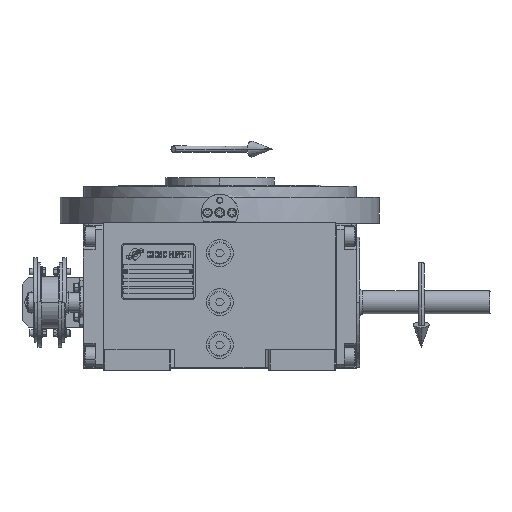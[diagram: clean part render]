
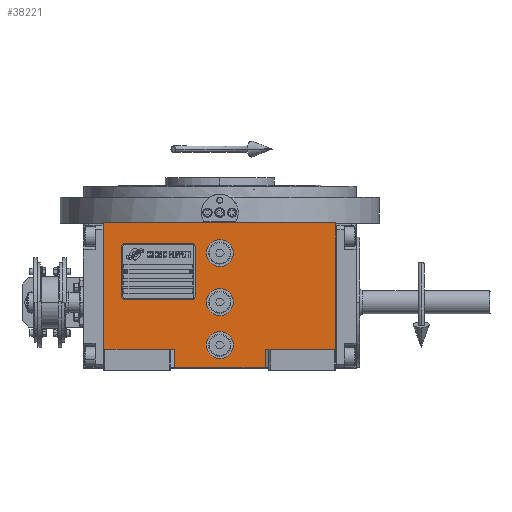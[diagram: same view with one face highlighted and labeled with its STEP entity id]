
A CAD part, top view. The second image highlights one B-rep face of the part: STEP entity #38221.
In plain terms, the highlighted planar face has unit normal (0, 0, 1).
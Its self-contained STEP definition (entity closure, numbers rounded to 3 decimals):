
#601 = LINE ( 'NONE', #105883, #14604 ) ;
#1334 = ORIENTED_EDGE ( 'NONE', *, *, #57127, .F. ) ;
#2722 = CARTESIAN_POINT ( 'NONE',  ( -37., -53.5, 163.5 ) ) ;
#3168 = LINE ( 'NONE', #29776, #27614 ) ;
#4178 = VERTEX_POINT ( 'NONE', #95495 ) ;
#5386 = AXIS2_PLACEMENT_3D ( 'NONE', #76017, #103776, #51673 ) ;
#5859 = ORIENTED_EDGE ( 'NONE', *, *, #17625, .T. ) ;
#6675 = CARTESIAN_POINT ( 'NONE',  ( 37., -53.5, 163.5 ) ) ;
#7455 = ORIENTED_EDGE ( 'NONE', *, *, #97783, .F. ) ;
#9128 = CIRCLE ( 'NONE', #41155, 11. ) ;
#10937 = EDGE_LOOP ( 'NONE', ( #62873, #17092 ) ) ;
#12084 = CARTESIAN_POINT ( 'NONE',  ( 11., 40., 163.5 ) ) ;
#12885 = EDGE_CURVE ( 'NONE', #4178, #75776, #9128, .T. ) ;
#12957 = CIRCLE ( 'NONE', #54464, 11. ) ;
#13018 = CARTESIAN_POINT ( 'NONE',  ( -37., -53.5, 163.5 ) ) ;
#13808 = FACE_OUTER_BOUND ( 'NONE', #64498, .T. ) ;
#14339 = VECTOR ( 'NONE', #51586, 1000. ) ;
#14453 = CARTESIAN_POINT ( 'NONE',  ( -11., 0., 163.5 ) ) ;
#14604 = VECTOR ( 'NONE', #24869, 1000. ) ;
#17092 = ORIENTED_EDGE ( 'NONE', *, *, #46261, .F. ) ;
#17149 = CARTESIAN_POINT ( 'NONE',  ( -37., -38.5, 163.5 ) ) ;
#17625 = EDGE_CURVE ( 'NONE', #58273, #62898, #103110, .T. ) ;
#17801 = VECTOR ( 'NONE', #74859, 1000. ) ;
#18185 = VECTOR ( 'NONE', #111686, 1000. ) ;
#23617 = ORIENTED_EDGE ( 'NONE', *, *, #46581, .F. ) ;
#23847 = EDGE_LOOP ( 'NONE', ( #23617, #44178 ) ) ;
#24869 = DIRECTION ( 'NONE',  ( 1., 0., 0. ) ) ;
#25363 = CARTESIAN_POINT ( 'NONE',  ( 94.5, -38.5, 163.5 ) ) ;
#25397 = CARTESIAN_POINT ( 'NONE',  ( -94.5, -38.5, 163.5 ) ) ;
#26319 = VECTOR ( 'NONE', #61440, 1000. ) ;
#27614 = VECTOR ( 'NONE', #75315, 1000. ) ;
#28286 = DIRECTION ( 'NONE',  ( -1., 0., 0. ) ) ;
#29776 = CARTESIAN_POINT ( 'NONE',  ( 37., -38.5, 163.5 ) ) ;
#32127 = CARTESIAN_POINT ( 'NONE',  ( -94.5, -53.5, 163.5 ) ) ;
#32132 = CARTESIAN_POINT ( 'NONE',  ( 94.5, -38.5, 163.5 ) ) ;
#32676 = CARTESIAN_POINT ( 'NONE',  ( 37., -38.5, 163.5 ) ) ;
#33275 = PLANE ( 'NONE',  #38152 ) ;
#34487 = DIRECTION ( 'NONE',  ( 1., 0., 0. ) ) ;
#35137 = DIRECTION ( 'NONE',  ( 0., 0., 1. ) ) ;
#36985 = VERTEX_POINT ( 'NONE', #32676 ) ;
#37852 = VECTOR ( 'NONE', #46743, 1000. ) ;
#38152 = AXIS2_PLACEMENT_3D ( 'NONE', #32127, #112569, #67638 ) ;
#38221 = ADVANCED_FACE ( 'NONE', ( #105428, #113153, #114299, #13808 ), #33275, .T. ) ;
#39020 = DIRECTION ( 'NONE',  ( 0., 0., 1. ) ) ;
#39516 = LINE ( 'NONE', #75615, #18185 ) ;
#39883 = VERTEX_POINT ( 'NONE', #25397 ) ;
#41155 = AXIS2_PLACEMENT_3D ( 'NONE', #41805, #97387, #62478 ) ;
#41805 = CARTESIAN_POINT ( 'NONE',  ( 0., -35., 163.5 ) ) ;
#44178 = ORIENTED_EDGE ( 'NONE', *, *, #79783, .F. ) ;
#45245 = AXIS2_PLACEMENT_3D ( 'NONE', #81270, #35137, #71212 ) ;
#46149 = DIRECTION ( 'NONE',  ( 0., 0., 1. ) ) ;
#46152 = CARTESIAN_POINT ( 'NONE',  ( 0., -35., 163.5 ) ) ;
#46255 = EDGE_LOOP ( 'NONE', ( #1334, #91232 ) ) ;
#46261 = EDGE_CURVE ( 'NONE', #111582, #62960, #54397, .T. ) ;
#46581 = EDGE_CURVE ( 'NONE', #79551, #69186, #105487, .T. ) ;
#46743 = DIRECTION ( 'NONE',  ( 0., 1., 0. ) ) ;
#47151 = EDGE_CURVE ( 'NONE', #36985, #58273, #86897, .T. ) ;
#47807 = EDGE_CURVE ( 'NONE', #74917, #89330, #67177, .T. ) ;
#47893 = LINE ( 'NONE', #13018, #37852 ) ;
#51586 = DIRECTION ( 'NONE',  ( 0., 1., 0. ) ) ;
#51673 = DIRECTION ( 'NONE',  ( 1., 0., 0. ) ) ;
#54212 = EDGE_CURVE ( 'NONE', #62960, #111582, #12957, .T. ) ;
#54290 = DIRECTION ( 'NONE',  ( 0., 0., 1. ) ) ;
#54397 = CIRCLE ( 'NONE', #69536, 11. ) ;
#54464 = AXIS2_PLACEMENT_3D ( 'NONE', #92841, #46149, #99375 ) ;
#55450 = CARTESIAN_POINT ( 'NONE',  ( 0., 40., 163.5 ) ) ;
#56003 = CARTESIAN_POINT ( 'NONE',  ( 11., -35., 163.5 ) ) ;
#57011 = CARTESIAN_POINT ( 'NONE',  ( 94.5, 64.5, 163.5 ) ) ;
#57127 = EDGE_CURVE ( 'NONE', #75776, #4178, #115347, .T. ) ;
#57493 = VERTEX_POINT ( 'NONE', #83837 ) ;
#57768 = ORIENTED_EDGE ( 'NONE', *, *, #47151, .T. ) ;
#58273 = VERTEX_POINT ( 'NONE', #25363 ) ;
#61440 = DIRECTION ( 'NONE',  ( 1., 0., 0. ) ) ;
#62478 = DIRECTION ( 'NONE',  ( -1., 0., 0. ) ) ;
#62873 = ORIENTED_EDGE ( 'NONE', *, *, #54212, .F. ) ;
#62898 = VERTEX_POINT ( 'NONE', #57011 ) ;
#62960 = VERTEX_POINT ( 'NONE', #12084 ) ;
#63080 = VECTOR ( 'NONE', #34487, 1000. ) ;
#63094 = EDGE_CURVE ( 'NONE', #57493, #62898, #96581, .T. ) ;
#64125 = CARTESIAN_POINT ( 'NONE',  ( -11., 40., 163.5 ) ) ;
#64498 = EDGE_LOOP ( 'NONE', ( #84637, #80254, #57768, #5859, #92094, #111720, #79545, #7455 ) ) ;
#65985 = CARTESIAN_POINT ( 'NONE',  ( 11., 0., 163.5 ) ) ;
#67177 = LINE ( 'NONE', #2722, #17801 ) ;
#67638 = DIRECTION ( 'NONE',  ( 1., 0., 0. ) ) ;
#69186 = VERTEX_POINT ( 'NONE', #14453 ) ;
#69536 = AXIS2_PLACEMENT_3D ( 'NONE', #55450, #54290, #28286 ) ;
#71212 = DIRECTION ( 'NONE',  ( -1., 0., 0. ) ) ;
#73372 = DIRECTION ( 'NONE',  ( 1., 0., 0. ) ) ;
#74859 = DIRECTION ( 'NONE',  ( 1., 0., 0. ) ) ;
#74917 = VERTEX_POINT ( 'NONE', #96449 ) ;
#75315 = DIRECTION ( 'NONE',  ( 0., -1., 0. ) ) ;
#75615 = CARTESIAN_POINT ( 'NONE',  ( -94.5, -38.5, 163.5 ) ) ;
#75776 = VERTEX_POINT ( 'NONE', #56003 ) ;
#76017 = CARTESIAN_POINT ( 'NONE',  ( 0., 0., 163.5 ) ) ;
#77603 = AXIS2_PLACEMENT_3D ( 'NONE', #46152, #39020, #73372 ) ;
#79545 = ORIENTED_EDGE ( 'NONE', *, *, #89937, .T. ) ;
#79551 = VERTEX_POINT ( 'NONE', #65985 ) ;
#79783 = EDGE_CURVE ( 'NONE', #69186, #79551, #107562, .T. ) ;
#80254 = ORIENTED_EDGE ( 'NONE', *, *, #113886, .F. ) ;
#81270 = CARTESIAN_POINT ( 'NONE',  ( 0., 0., 163.5 ) ) ;
#83837 = CARTESIAN_POINT ( 'NONE',  ( -94.5, 64.5, 163.5 ) ) ;
#84637 = ORIENTED_EDGE ( 'NONE', *, *, #47807, .T. ) ;
#86897 = LINE ( 'NONE', #95195, #26319 ) ;
#87116 = EDGE_CURVE ( 'NONE', #39883, #57493, #39516, .T. ) ;
#87127 = CARTESIAN_POINT ( 'NONE',  ( -94.5, 64.5, 163.5 ) ) ;
#89330 = VERTEX_POINT ( 'NONE', #6675 ) ;
#89937 = EDGE_CURVE ( 'NONE', #39883, #114483, #601, .T. ) ;
#91232 = ORIENTED_EDGE ( 'NONE', *, *, #12885, .F. ) ;
#92094 = ORIENTED_EDGE ( 'NONE', *, *, #63094, .F. ) ;
#92841 = CARTESIAN_POINT ( 'NONE',  ( 0., 40., 163.5 ) ) ;
#95195 = CARTESIAN_POINT ( 'NONE',  ( 37., -38.5, 163.5 ) ) ;
#95495 = CARTESIAN_POINT ( 'NONE',  ( -11., -35., 163.5 ) ) ;
#96449 = CARTESIAN_POINT ( 'NONE',  ( -37., -53.5, 163.5 ) ) ;
#96581 = LINE ( 'NONE', #87127, #63080 ) ;
#97387 = DIRECTION ( 'NONE',  ( 0., 0., 1. ) ) ;
#97783 = EDGE_CURVE ( 'NONE', #74917, #114483, #47893, .T. ) ;
#99375 = DIRECTION ( 'NONE',  ( 1., 0., 0. ) ) ;
#103110 = LINE ( 'NONE', #32132, #14339 ) ;
#103776 = DIRECTION ( 'NONE',  ( 0., 0., 1. ) ) ;
#105428 = FACE_BOUND ( 'NONE', #23847, .T. ) ;
#105487 = CIRCLE ( 'NONE', #5386, 11. ) ;
#105883 = CARTESIAN_POINT ( 'NONE',  ( -94.5, -38.5, 163.5 ) ) ;
#107562 = CIRCLE ( 'NONE', #45245, 11. ) ;
#111582 = VERTEX_POINT ( 'NONE', #64125 ) ;
#111686 = DIRECTION ( 'NONE',  ( 0., 1., 0. ) ) ;
#111720 = ORIENTED_EDGE ( 'NONE', *, *, #87116, .F. ) ;
#112569 = DIRECTION ( 'NONE',  ( 0., 0., 1. ) ) ;
#113153 = FACE_BOUND ( 'NONE', #46255, .T. ) ;
#113886 = EDGE_CURVE ( 'NONE', #36985, #89330, #3168, .T. ) ;
#114299 = FACE_BOUND ( 'NONE', #10937, .T. ) ;
#114483 = VERTEX_POINT ( 'NONE', #17149 ) ;
#115347 = CIRCLE ( 'NONE', #77603, 11. ) ;
